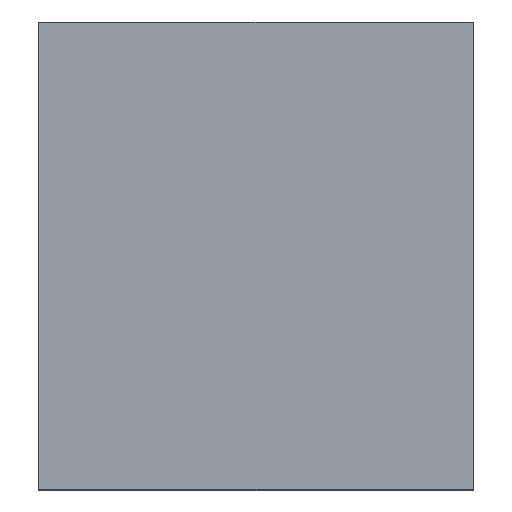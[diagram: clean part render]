
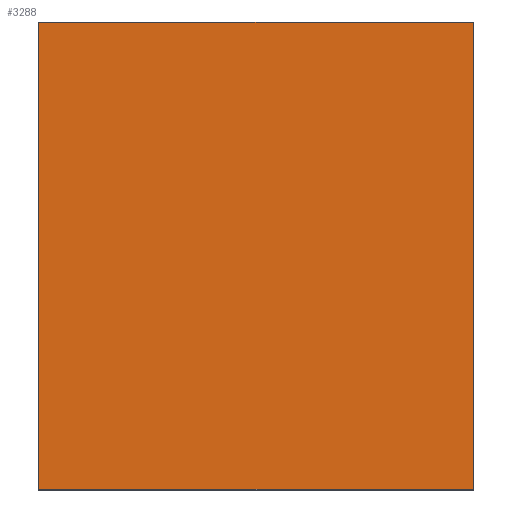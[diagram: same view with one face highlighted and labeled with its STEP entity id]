
A CAD part, top view. The second image highlights one B-rep face of the part: STEP entity #3288.
In plain terms, the highlighted planar face has unit normal (0, 0, 1).
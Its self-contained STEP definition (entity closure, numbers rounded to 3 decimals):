
#110=PLANE('',#3502);
#319=FACE_OUTER_BOUND('',#511,.T.);
#511=EDGE_LOOP('',(#2480,#2481,#2482,#2483));
#753=LINE('',#4780,#1171);
#756=LINE('',#4785,#1174);
#784=LINE('',#4845,#1202);
#790=LINE('',#4854,#1208);
#1171=VECTOR('',#3775,1.);
#1174=VECTOR('',#3780,1.);
#1202=VECTOR('',#3814,1.);
#1208=VECTOR('',#3822,1.);
#1620=VERTEX_POINT('',#4777);
#1621=VERTEX_POINT('',#4779);
#1622=VERTEX_POINT('',#4783);
#1651=VERTEX_POINT('',#4843);
#1935=EDGE_CURVE('',#1621,#1620,#753,.T.);
#1938=EDGE_CURVE('',#1620,#1622,#756,.T.);
#1968=EDGE_CURVE('',#1622,#1651,#784,.T.);
#1974=EDGE_CURVE('',#1651,#1621,#790,.T.);
#2480=ORIENTED_EDGE('',*,*,#1935,.T.);
#2481=ORIENTED_EDGE('',*,*,#1938,.T.);
#2482=ORIENTED_EDGE('',*,*,#1968,.T.);
#2483=ORIENTED_EDGE('',*,*,#1974,.T.);
#3288=ADVANCED_FACE('',(#319),#110,.T.);
#3502=AXIS2_PLACEMENT_3D('',#4872,#3832,#3833);
#3775=DIRECTION('',(0.,-1.,0.));
#3780=DIRECTION('',(1.,0.,0.));
#3814=DIRECTION('',(0.,1.,0.));
#3822=DIRECTION('',(-1.,0.,0.));
#3832=DIRECTION('center_axis',(0.,0.,1.));
#3833=DIRECTION('ref_axis',(1.,0.,0.));
#4777=CARTESIAN_POINT('',(-2.345,-7.55,5.5));
#4779=CARTESIAN_POINT('',(-2.345,1.6,5.5));
#4780=CARTESIAN_POINT('',(-2.345,-7.55,5.5));
#4783=CARTESIAN_POINT('',(6.155,-7.55,5.5));
#4785=CARTESIAN_POINT('',(6.155,-7.55,5.5));
#4843=CARTESIAN_POINT('',(6.155,1.6,5.5));
#4845=CARTESIAN_POINT('',(6.155,-7.55,5.5));
#4854=CARTESIAN_POINT('',(6.155,1.6,5.5));
#4872=CARTESIAN_POINT('Origin',(0.,0.,5.5));
